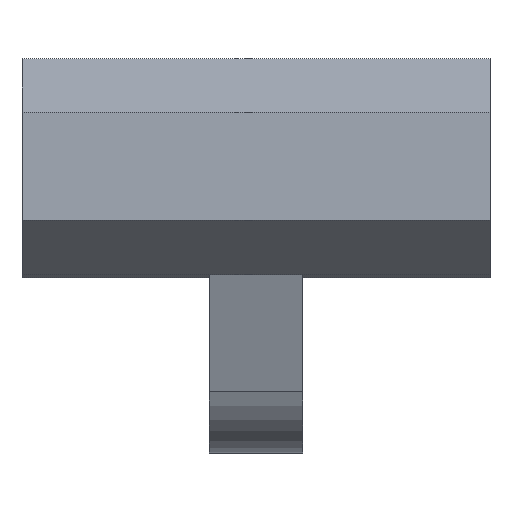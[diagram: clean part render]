
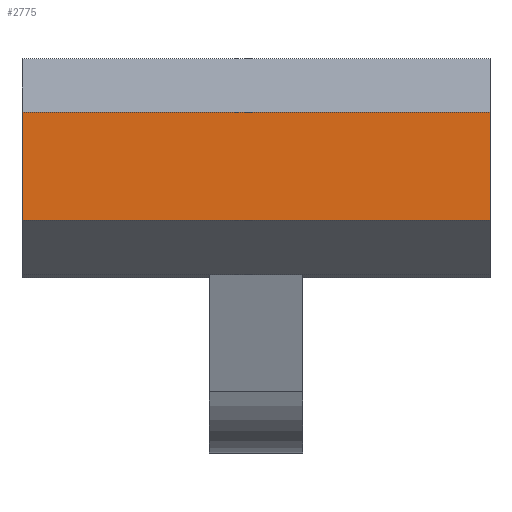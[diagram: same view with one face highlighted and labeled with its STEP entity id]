
A CAD part, top view. The second image highlights one B-rep face of the part: STEP entity #2775.
In plain terms, the highlighted planar face has unit normal (0, 0, 1).
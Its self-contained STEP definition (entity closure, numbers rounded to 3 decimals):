
#169=PLANE('',#2957);
#300=FACE_OUTER_BOUND('',#453,.T.);
#453=EDGE_LOOP('',(#2492,#2493,#2494,#2495));
#801=LINE('',#4352,#1156);
#820=LINE('',#4393,#1175);
#821=LINE('',#4396,#1176);
#822=LINE('',#4397,#1177);
#1156=VECTOR('',#3575,10.);
#1175=VECTOR('',#3610,10.);
#1176=VECTOR('',#3613,10.);
#1177=VECTOR('',#3614,10.);
#1463=VERTEX_POINT('',#4349);
#1464=VERTEX_POINT('',#4351);
#1478=VERTEX_POINT('',#4391);
#1479=VERTEX_POINT('',#4395);
#1834=EDGE_CURVE('',#1463,#1464,#801,.T.);
#1855=EDGE_CURVE('',#1463,#1478,#820,.T.);
#1856=EDGE_CURVE('',#1479,#1478,#821,.T.);
#1857=EDGE_CURVE('',#1464,#1479,#822,.T.);
#2492=ORIENTED_EDGE('',*,*,#1855,.T.);
#2493=ORIENTED_EDGE('',*,*,#1856,.F.);
#2494=ORIENTED_EDGE('',*,*,#1857,.F.);
#2495=ORIENTED_EDGE('',*,*,#1834,.F.);
#2775=ADVANCED_FACE('',(#300),#169,.T.);
#2957=AXIS2_PLACEMENT_3D('',#4394,#3611,#3612);
#3575=DIRECTION('',(0.,1.,0.));
#3610=DIRECTION('',(1.,0.,0.));
#3611=DIRECTION('center_axis',(0.,0.,1.));
#3612=DIRECTION('ref_axis',(0.,-1.,0.));
#3613=DIRECTION('',(0.,-1.,0.));
#3614=DIRECTION('',(1.,0.,0.));
#4349=CARTESIAN_POINT('',(-10.,-2.309,43.505));
#4351=CARTESIAN_POINT('',(-10.,2.309,43.505));
#4352=CARTESIAN_POINT('',(-10.,2.309,43.505));
#4391=CARTESIAN_POINT('',(10.,-2.309,43.505));
#4393=CARTESIAN_POINT('',(0.,-2.309,43.505));
#4394=CARTESIAN_POINT('Origin',(0.,2.309,43.505));
#4395=CARTESIAN_POINT('',(10.,2.309,43.505));
#4396=CARTESIAN_POINT('',(10.,2.309,43.505));
#4397=CARTESIAN_POINT('',(0.,2.309,43.505));
